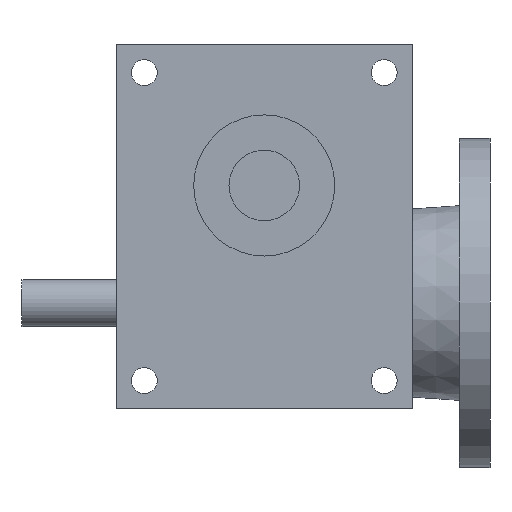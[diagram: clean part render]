
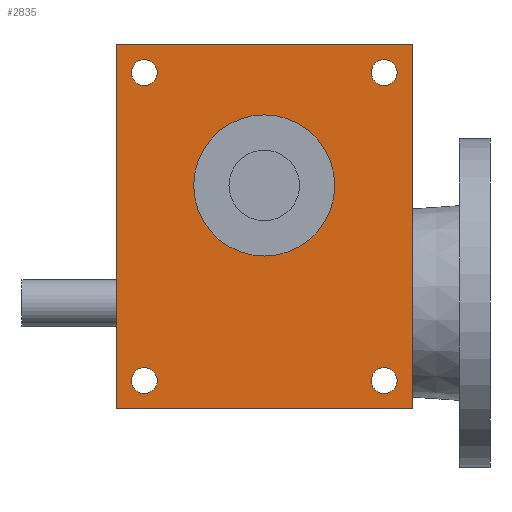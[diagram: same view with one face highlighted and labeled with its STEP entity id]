
A CAD part, front view. The second image highlights one B-rep face of the part: STEP entity #2835.
In plain terms, the highlighted planar face has unit normal (0, -1, 0).
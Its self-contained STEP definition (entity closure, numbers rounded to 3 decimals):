
#145=LINE('',#4278,#385);
#148=LINE('',#4294,#388);
#149=LINE('',#4296,#389);
#150=LINE('',#4298,#390);
#385=VECTOR('',#3469,1000.);
#388=VECTOR('',#3484,1000.);
#389=VECTOR('',#3485,1000.);
#390=VECTOR('',#3486,1000.);
#727=ORIENTED_EDGE('',*,*,#1395,.T.);
#728=ORIENTED_EDGE('',*,*,#1396,.T.);
#729=ORIENTED_EDGE('',*,*,#1397,.T.);
#730=ORIENTED_EDGE('',*,*,#1398,.T.);
#731=ORIENTED_EDGE('',*,*,#1399,.T.);
#732=ORIENTED_EDGE('',*,*,#1400,.T.);
#733=ORIENTED_EDGE('',*,*,#1401,.F.);
#734=ORIENTED_EDGE('',*,*,#1402,.F.);
#735=ORIENTED_EDGE('',*,*,#1392,.T.);
#1392=EDGE_CURVE('',#1748,#1747,#145,.T.);
#1395=EDGE_CURVE('',#1750,#1750,#2000,.T.);
#1396=EDGE_CURVE('',#1751,#1751,#2001,.T.);
#1397=EDGE_CURVE('',#1752,#1752,#2002,.T.);
#1398=EDGE_CURVE('',#1753,#1753,#2003,.T.);
#1399=EDGE_CURVE('',#1754,#1754,#2004,.T.);
#1400=EDGE_CURVE('',#1747,#1755,#148,.T.);
#1401=EDGE_CURVE('',#1756,#1755,#149,.T.);
#1402=EDGE_CURVE('',#1748,#1756,#150,.T.);
#1747=VERTEX_POINT('',#4277);
#1748=VERTEX_POINT('',#4279);
#1750=VERTEX_POINT('',#4285);
#1751=VERTEX_POINT('',#4287);
#1752=VERTEX_POINT('',#4289);
#1753=VERTEX_POINT('',#4291);
#1754=VERTEX_POINT('',#4293);
#1755=VERTEX_POINT('',#4295);
#1756=VERTEX_POINT('',#4297);
#2000=CIRCLE('',#3071,5.5);
#2001=CIRCLE('',#3072,5.5);
#2002=CIRCLE('',#3073,5.5);
#2003=CIRCLE('',#3074,5.5);
#2004=CIRCLE('',#3075,30.);
#2161=EDGE_LOOP('',(#727));
#2162=EDGE_LOOP('',(#728));
#2163=EDGE_LOOP('',(#729));
#2164=EDGE_LOOP('',(#730));
#2165=EDGE_LOOP('',(#731));
#2166=EDGE_LOOP('',(#732,#733,#734,#735));
#2408=FACE_BOUND('',#2161,.T.);
#2409=FACE_BOUND('',#2162,.T.);
#2410=FACE_BOUND('',#2163,.T.);
#2411=FACE_BOUND('',#2164,.T.);
#2412=FACE_BOUND('',#2165,.T.);
#2413=FACE_BOUND('',#2166,.T.);
#2595=PLANE('',#3070);
#2835=ADVANCED_FACE('',(#2408,#2409,#2410,#2411,#2412,#2413),#2595,.F.);
#3070=AXIS2_PLACEMENT_3D('',#4283,#3472,#3473);
#3071=AXIS2_PLACEMENT_3D('',#4284,#3474,#3475);
#3072=AXIS2_PLACEMENT_3D('',#4286,#3476,#3477);
#3073=AXIS2_PLACEMENT_3D('',#4288,#3478,#3479);
#3074=AXIS2_PLACEMENT_3D('',#4290,#3480,#3481);
#3075=AXIS2_PLACEMENT_3D('',#4292,#3482,#3483);
#3469=DIRECTION('',(0.,0.,-1.));
#3472=DIRECTION('',(0.,1.,0.));
#3473=DIRECTION('',(0.,0.,1.));
#3474=DIRECTION('',(0.,1.,0.));
#3475=DIRECTION('',(1.,0.,0.));
#3476=DIRECTION('',(0.,1.,0.));
#3477=DIRECTION('',(1.,0.,0.));
#3478=DIRECTION('',(0.,1.,0.));
#3479=DIRECTION('',(1.,0.,0.));
#3480=DIRECTION('',(0.,1.,0.));
#3481=DIRECTION('',(1.,0.,0.));
#3482=DIRECTION('',(0.,1.,0.));
#3483=DIRECTION('',(1.,0.,0.));
#3484=DIRECTION('',(1.,0.,0.));
#3485=DIRECTION('',(0.,0.,-1.));
#3486=DIRECTION('',(1.,0.,0.));
#4277=CARTESIAN_POINT('',(-63.,-45.,-77.5));
#4278=CARTESIAN_POINT('',(-63.,-45.,77.5));
#4279=CARTESIAN_POINT('',(-63.,-45.,77.5));
#4283=CARTESIAN_POINT('',(-63.,-45.,77.5));
#4284=CARTESIAN_POINT('',(51.,-45.,65.5));
#4285=CARTESIAN_POINT('',(56.5,-45.,65.5));
#4286=CARTESIAN_POINT('',(-51.,-45.,65.5));
#4287=CARTESIAN_POINT('',(-45.5,-45.,65.5));
#4288=CARTESIAN_POINT('',(-51.,-45.,-65.5));
#4289=CARTESIAN_POINT('',(-45.5,-45.,-65.5));
#4290=CARTESIAN_POINT('',(51.,-45.,-65.5));
#4291=CARTESIAN_POINT('',(56.5,-45.,-65.5));
#4292=CARTESIAN_POINT('',(0.,-45.,17.5));
#4293=CARTESIAN_POINT('',(30.,-45.,17.5));
#4294=CARTESIAN_POINT('',(-63.,-45.,-77.5));
#4295=CARTESIAN_POINT('',(63.,-45.,-77.5));
#4296=CARTESIAN_POINT('',(63.,-45.,77.5));
#4297=CARTESIAN_POINT('',(63.,-45.,77.5));
#4298=CARTESIAN_POINT('',(-63.,-45.,77.5));
